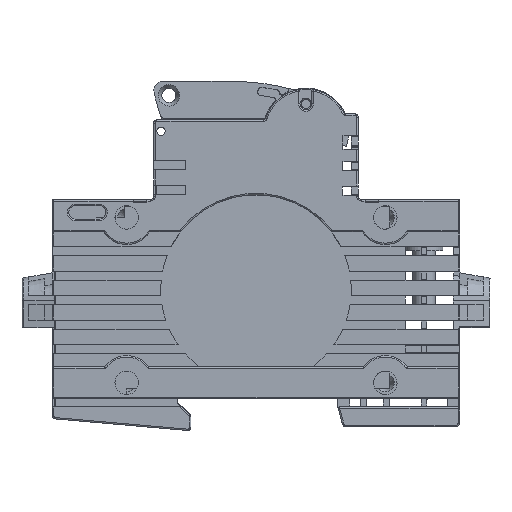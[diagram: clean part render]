
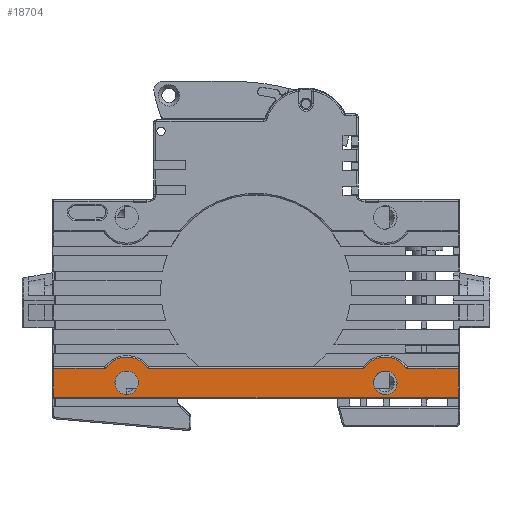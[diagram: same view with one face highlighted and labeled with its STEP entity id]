
A CAD part, left-side view. The second image highlights one B-rep face of the part: STEP entity #18704.
In plain terms, the highlighted planar face has unit normal (-1, 0, 0).
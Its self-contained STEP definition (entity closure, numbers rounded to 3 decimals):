
#16237=FACE_BOUND('',#25245,.T.);
#16238=FACE_BOUND('',#25246,.T.);
#16239=FACE_BOUND('',#25247,.T.);
#18704=ADVANCED_FACE('113765',(#16237,#16238,#16239),#20948,.T.);
#20948=PLANE('',#71194);
#25245=EDGE_LOOP('',(#34277,#34278,#34279,#34280,#34281,#34282,#34283,#34284));
#25246=EDGE_LOOP('',(#34285));
#25247=EDGE_LOOP('',(#34286));
#27794=CIRCLE('',#71189,2.6);
#27795=CIRCLE('',#71191,5.7);
#27796=CIRCLE('',#71192,5.7);
#27797=CIRCLE('',#71193,2.6);
#34277=ORIENTED_EDGE('',*,*,#52038,.T.);
#34278=ORIENTED_EDGE('',*,*,#52039,.F.);
#34279=ORIENTED_EDGE('',*,*,#52040,.T.);
#34280=ORIENTED_EDGE('',*,*,#52041,.F.);
#34281=ORIENTED_EDGE('',*,*,#52042,.F.);
#34282=ORIENTED_EDGE('',*,*,#52043,.F.);
#34283=ORIENTED_EDGE('',*,*,#52032,.F.);
#34284=ORIENTED_EDGE('',*,*,#52044,.F.);
#34285=ORIENTED_EDGE('',*,*,#52045,.T.);
#34286=ORIENTED_EDGE('',*,*,#52037,.T.);
#46241=VERTEX_POINT('',#97195);
#46242=VERTEX_POINT('',#97196);
#46243=VERTEX_POINT('',#97205);
#46244=VERTEX_POINT('',#97208);
#46245=VERTEX_POINT('',#97209);
#46246=VERTEX_POINT('',#97211);
#46247=VERTEX_POINT('',#97213);
#46248=VERTEX_POINT('',#97215);
#46249=VERTEX_POINT('',#97217);
#46250=VERTEX_POINT('',#97221);
#52032=EDGE_CURVE('95555',#46241,#46242,#58597,.T.);
#52037=EDGE_CURVE('95153',#46243,#46243,#27794,.T.);
#52038=EDGE_CURVE('95167',#46244,#46245,#27795,.T.);
#52039=EDGE_CURVE('95159',#46246,#46245,#58598,.T.);
#52040=EDGE_CURVE('95164',#46246,#46247,#27796,.T.);
#52041=EDGE_CURVE('103009',#46248,#46247,#58599,.T.);
#52042=EDGE_CURVE('103011',#46249,#46248,#58600,.T.);
#52043=EDGE_CURVE('103012',#46242,#46249,#58601,.T.);
#52044=EDGE_CURVE('95169',#46244,#46241,#58602,.T.);
#52045=EDGE_CURVE('95157',#46250,#46250,#27797,.T.);
#58597=LINE('',#97194,#63479);
#58598=LINE('',#97210,#63480);
#58599=LINE('',#97214,#63481);
#58600=LINE('',#97216,#63482);
#58601=LINE('',#97218,#63483);
#58602=LINE('',#97219,#63484);
#63479=VECTOR('',#79788,1.);
#63480=VECTOR('',#79809,1.);
#63481=VECTOR('',#79812,1.);
#63482=VECTOR('',#79813,1.);
#63483=VECTOR('',#79814,1.);
#63484=VECTOR('',#79815,1.);
#71189=AXIS2_PLACEMENT_3D('',#97204,#79803,#79804);
#71191=AXIS2_PLACEMENT_3D('',#97207,#79807,#79808);
#71192=AXIS2_PLACEMENT_3D('',#97212,#79810,#79811);
#71193=AXIS2_PLACEMENT_3D('',#97220,#79816,#79817);
#71194=AXIS2_PLACEMENT_3D('',#97222,#79818,#79819);
#79788=DIRECTION('',(0.,0.,-1.));
#79803=DIRECTION('',(1.,0.,0.));
#79804=DIRECTION('',(0.,0.,1.));
#79807=DIRECTION('',(-1.,0.,0.));
#79808=DIRECTION('',(0.,0.,1.));
#79809=DIRECTION('',(0.,-1.,0.));
#79810=DIRECTION('',(-1.,0.,0.));
#79811=DIRECTION('',(0.,0.,1.));
#79812=DIRECTION('',(0.,-1.,0.));
#79813=DIRECTION('',(0.,0.,1.));
#79814=DIRECTION('',(0.,1.,0.));
#79815=DIRECTION('',(0.,-1.,0.));
#79816=DIRECTION('',(1.,0.,0.));
#79817=DIRECTION('',(0.,0.,1.));
#79818=DIRECTION('',(-1.,0.,0.));
#79819=DIRECTION('',(0.,-1.,0.));
#97194=CARTESIAN_POINT('',(-13.4,-31.3,-56.253));
#97195=CARTESIAN_POINT('',(-13.4,-31.3,-56.253));
#97196=CARTESIAN_POINT('',(-13.4,-31.3,-62.648));
#97204=CARTESIAN_POINT('',(-13.4,-15.2,-59.453));
#97205=CARTESIAN_POINT('',(-13.4,-15.2,-56.853));
#97207=CARTESIAN_POINT('',(-13.4,-15.2,-59.453));
#97208=CARTESIAN_POINT('',(-13.4,-19.917,-56.253));
#97209=CARTESIAN_POINT('',(-13.4,-10.483,-56.253));
#97210=CARTESIAN_POINT('',(-13.4,13.3,-56.253));
#97211=CARTESIAN_POINT('',(-13.4,37.083,-56.253));
#97212=CARTESIAN_POINT('',(-13.4,41.8,-59.453));
#97213=CARTESIAN_POINT('',(-13.4,46.517,-56.253));
#97214=CARTESIAN_POINT('',(-13.4,13.3,-56.253));
#97215=CARTESIAN_POINT('',(-13.4,57.9,-56.253));
#97216=CARTESIAN_POINT('',(-13.4,57.9,-32.003));
#97217=CARTESIAN_POINT('',(-13.4,57.9,-62.648));
#97218=CARTESIAN_POINT('',(-13.4,-31.3,-62.648));
#97219=CARTESIAN_POINT('',(-13.4,-19.917,-56.253));
#97220=CARTESIAN_POINT('',(-13.4,41.8,-59.453));
#97221=CARTESIAN_POINT('',(-13.4,41.8,-56.853));
#97222=CARTESIAN_POINT('',(-13.4,13.3,-62.953));
